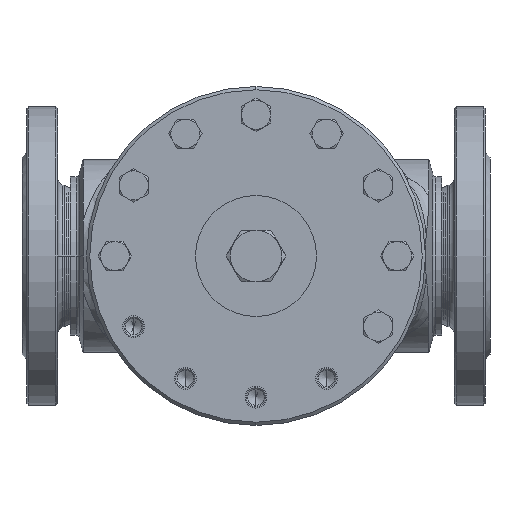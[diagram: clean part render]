
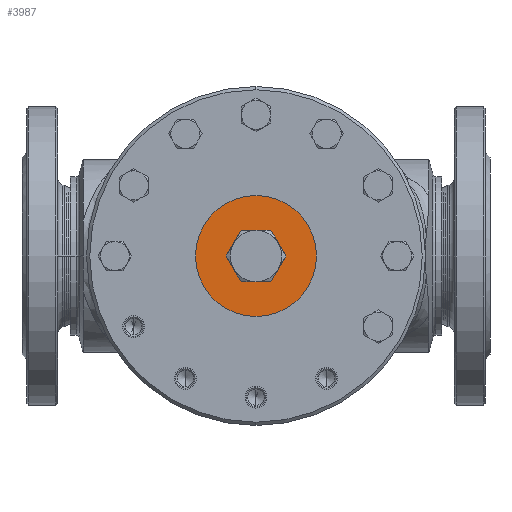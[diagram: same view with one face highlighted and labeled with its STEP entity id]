
A CAD part, front view. The second image highlights one B-rep face of the part: STEP entity #3987.
In plain terms, the highlighted planar face has unit normal (0, -1, 0).
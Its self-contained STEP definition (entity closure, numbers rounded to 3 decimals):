
#253 = DIRECTION ( 'NONE',  ( 0., -1., 0. ) ) ;
#873 = PLANE ( 'NONE',  #35776 ) ;
#1630 = CARTESIAN_POINT ( 'NONE',  ( 0., -144., 37.5 ) ) ;
#1719 = CIRCLE ( 'NONE', #30556, 12.1 ) ;
#2459 = DIRECTION ( 'NONE',  ( 0., -1., 0. ) ) ;
#3603 = ORIENTED_EDGE ( 'NONE', *, *, #27542, .F. ) ;
#3987 = ADVANCED_FACE ( 'NONE', ( #32181, #20009 ), #873, .F. ) ;
#4996 = VERTEX_POINT ( 'NONE', #19534 ) ;
#6712 = DIRECTION ( 'NONE',  ( 1., 0., 0. ) ) ;
#6715 = ORIENTED_EDGE ( 'NONE', *, *, #26499, .T. ) ;
#6805 = ORIENTED_EDGE ( 'NONE', *, *, #24585, .F. ) ;
#6925 = DIRECTION ( 'NONE',  ( 0., 1., 0. ) ) ;
#6973 = CARTESIAN_POINT ( 'NONE',  ( 12.1, -144., 0. ) ) ;
#7551 = AXIS2_PLACEMENT_3D ( 'NONE', #34172, #2459, #36526 ) ;
#8720 = ORIENTED_EDGE ( 'NONE', *, *, #32858, .T. ) ;
#8877 = VERTEX_POINT ( 'NONE', #6973 ) ;
#12738 = CIRCLE ( 'NONE', #7551, 37.5 ) ;
#18054 = CARTESIAN_POINT ( 'NONE',  ( 0., -144., 0. ) ) ;
#19534 = CARTESIAN_POINT ( 'NONE',  ( 0., -144., -37.5 ) ) ;
#19813 = CIRCLE ( 'NONE', #20042, 12.1 ) ;
#19863 = VERTEX_POINT ( 'NONE', #23146 ) ;
#20009 = FACE_BOUND ( 'NONE', #32614, .T. ) ;
#20042 = AXIS2_PLACEMENT_3D ( 'NONE', #20958, #35366, #6712 ) ;
#20239 = CIRCLE ( 'NONE', #26966, 37.5 ) ;
#20958 = CARTESIAN_POINT ( 'NONE',  ( 0., -144., 0. ) ) ;
#21129 = DIRECTION ( 'NONE',  ( 0., -1., 0. ) ) ;
#23146 = CARTESIAN_POINT ( 'NONE',  ( -12.1, -144., 0. ) ) ;
#23334 = CARTESIAN_POINT ( 'NONE',  ( 0., -144., 0. ) ) ;
#23893 = DIRECTION ( 'NONE',  ( 1., 0., 0. ) ) ;
#24585 = EDGE_CURVE ( 'NONE', #19863, #8877, #1719, .T. ) ;
#25532 = EDGE_LOOP ( 'NONE', ( #6715, #8720 ) ) ;
#26499 = EDGE_CURVE ( 'NONE', #4996, #35180, #12738, .T. ) ;
#26855 = DIRECTION ( 'NONE',  ( 0., 0., -1. ) ) ;
#26966 = AXIS2_PLACEMENT_3D ( 'NONE', #23334, #253, #34761 ) ;
#27542 = EDGE_CURVE ( 'NONE', #8877, #19863, #19813, .T. ) ;
#30556 = AXIS2_PLACEMENT_3D ( 'NONE', #32449, #21129, #23893 ) ;
#32181 = FACE_OUTER_BOUND ( 'NONE', #25532, .T. ) ;
#32449 = CARTESIAN_POINT ( 'NONE',  ( 0., -144., 0. ) ) ;
#32614 = EDGE_LOOP ( 'NONE', ( #3603, #6805 ) ) ;
#32858 = EDGE_CURVE ( 'NONE', #35180, #4996, #20239, .T. ) ;
#34172 = CARTESIAN_POINT ( 'NONE',  ( 0., -144., 0. ) ) ;
#34761 = DIRECTION ( 'NONE',  ( 0., 0., 1. ) ) ;
#35180 = VERTEX_POINT ( 'NONE', #1630 ) ;
#35366 = DIRECTION ( 'NONE',  ( 0., -1., 0. ) ) ;
#35776 = AXIS2_PLACEMENT_3D ( 'NONE', #18054, #6925, #26855 ) ;
#36526 = DIRECTION ( 'NONE',  ( 0., 0., 1. ) ) ;
